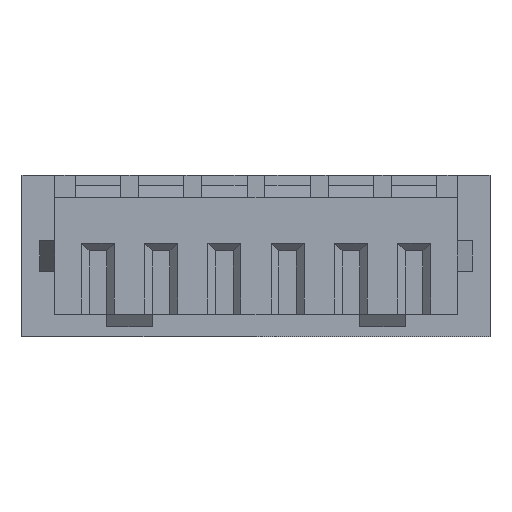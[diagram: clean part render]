
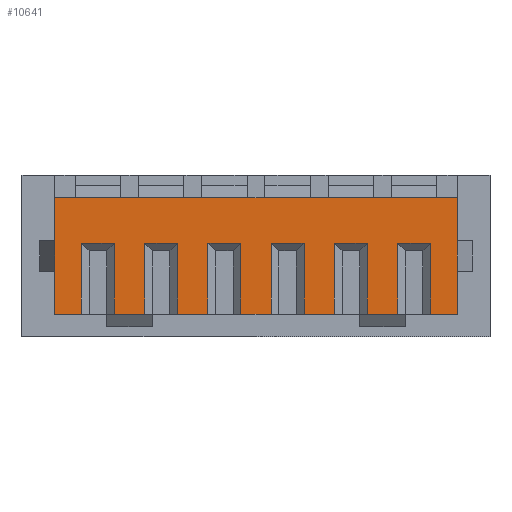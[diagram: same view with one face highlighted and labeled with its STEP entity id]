
A CAD part, front view. The second image highlights one B-rep face of the part: STEP entity #10641.
In plain terms, the highlighted planar face has unit normal (0, -1, 0).
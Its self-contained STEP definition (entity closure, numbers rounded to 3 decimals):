
#1281=DIRECTION('',(0.,0.,1.));
#1282=VECTOR('',#1281,2.3);
#1283=CARTESIAN_POINT('',(3.975,-1.975,-1.15));
#1284=LINE('',#1283,#1282);
#1373=DIRECTION('',(0.,0.,1.));
#1374=VECTOR('',#1373,1.4);
#1375=CARTESIAN_POINT('',(2.8,-1.975,-1.15));
#1376=LINE('',#1375,#1374);
#1385=DIRECTION('',(1.,0.,0.));
#1386=VECTOR('',#1385,0.6);
#1387=CARTESIAN_POINT('',(2.2,-1.975,-1.15));
#1388=LINE('',#1387,#1386);
#1389=DIRECTION('',(1.,0.,0.));
#1390=VECTOR('',#1389,0.6);
#1391=CARTESIAN_POINT('',(0.95,-1.975,-1.15));
#1392=LINE('',#1391,#1390);
#1393=DIRECTION('',(1.,0.,0.));
#1394=VECTOR('',#1393,0.6);
#1395=CARTESIAN_POINT('',(-0.3,-1.975,-1.15));
#1396=LINE('',#1395,#1394);
#1397=DIRECTION('',(1.,0.,0.));
#1398=VECTOR('',#1397,0.6);
#1399=CARTESIAN_POINT('',(-1.55,-1.975,-1.15));
#1400=LINE('',#1399,#1398);
#1401=DIRECTION('',(1.,0.,0.));
#1402=VECTOR('',#1401,0.6);
#1403=CARTESIAN_POINT('',(-2.8,-1.975,-1.15));
#1404=LINE('',#1403,#1402);
#1405=DIRECTION('',(1.,0.,0.));
#1406=VECTOR('',#1405,0.525);
#1407=CARTESIAN_POINT('',(-3.975,-1.975,-1.15));
#1408=LINE('',#1407,#1406);
#1409=DIRECTION('',(0.,0.,1.));
#1410=VECTOR('',#1409,2.3);
#1411=CARTESIAN_POINT('',(-3.975,-1.975,-1.15));
#1412=LINE('',#1411,#1410);
#1413=DIRECTION('',(1.,0.,0.));
#1414=VECTOR('',#1413,7.95);
#1415=CARTESIAN_POINT('',(-3.975,-1.975,1.15));
#1416=LINE('',#1415,#1414);
#1417=DIRECTION('',(1.,0.,0.));
#1418=VECTOR('',#1417,0.525);
#1419=CARTESIAN_POINT('',(3.45,-1.975,-1.15));
#1420=LINE('',#1419,#1418);
#1421=DIRECTION('',(0.,0.,1.));
#1422=VECTOR('',#1421,1.4);
#1423=CARTESIAN_POINT('',(3.45,-1.975,-1.15));
#1424=LINE('',#1423,#1422);
#1437=DIRECTION('',(-1.,0.,0.));
#1438=VECTOR('',#1437,0.65);
#1439=CARTESIAN_POINT('',(3.45,-1.975,0.25));
#1440=LINE('',#1439,#1438);
#1449=DIRECTION('',(0.,0.,1.));
#1450=VECTOR('',#1449,1.4);
#1451=CARTESIAN_POINT('',(2.2,-1.975,-1.15));
#1452=LINE('',#1451,#1450);
#1465=DIRECTION('',(0.,0.,1.));
#1466=VECTOR('',#1465,1.4);
#1467=CARTESIAN_POINT('',(1.55,-1.975,-1.15));
#1468=LINE('',#1467,#1466);
#1477=DIRECTION('',(-1.,0.,0.));
#1478=VECTOR('',#1477,0.65);
#1479=CARTESIAN_POINT('',(2.2,-1.975,0.25));
#1480=LINE('',#1479,#1478);
#1489=DIRECTION('',(0.,0.,1.));
#1490=VECTOR('',#1489,1.4);
#1491=CARTESIAN_POINT('',(0.95,-1.975,-1.15));
#1492=LINE('',#1491,#1490);
#1505=DIRECTION('',(0.,0.,1.));
#1506=VECTOR('',#1505,1.4);
#1507=CARTESIAN_POINT('',(0.3,-1.975,-1.15));
#1508=LINE('',#1507,#1506);
#1517=DIRECTION('',(-1.,0.,0.));
#1518=VECTOR('',#1517,0.65);
#1519=CARTESIAN_POINT('',(0.95,-1.975,0.25));
#1520=LINE('',#1519,#1518);
#1529=DIRECTION('',(0.,0.,1.));
#1530=VECTOR('',#1529,1.4);
#1531=CARTESIAN_POINT('',(-0.3,-1.975,-1.15));
#1532=LINE('',#1531,#1530);
#1545=DIRECTION('',(0.,0.,1.));
#1546=VECTOR('',#1545,1.4);
#1547=CARTESIAN_POINT('',(-0.95,-1.975,-1.15));
#1548=LINE('',#1547,#1546);
#1557=DIRECTION('',(-1.,0.,0.));
#1558=VECTOR('',#1557,0.65);
#1559=CARTESIAN_POINT('',(-0.3,-1.975,0.25));
#1560=LINE('',#1559,#1558);
#1569=DIRECTION('',(0.,0.,1.));
#1570=VECTOR('',#1569,1.4);
#1571=CARTESIAN_POINT('',(-1.55,-1.975,-1.15));
#1572=LINE('',#1571,#1570);
#1585=DIRECTION('',(0.,0.,1.));
#1586=VECTOR('',#1585,1.4);
#1587=CARTESIAN_POINT('',(-2.2,-1.975,-1.15));
#1588=LINE('',#1587,#1586);
#1597=DIRECTION('',(-1.,0.,0.));
#1598=VECTOR('',#1597,0.65);
#1599=CARTESIAN_POINT('',(-1.55,-1.975,0.25));
#1600=LINE('',#1599,#1598);
#1609=DIRECTION('',(0.,0.,1.));
#1610=VECTOR('',#1609,1.4);
#1611=CARTESIAN_POINT('',(-2.8,-1.975,-1.15));
#1612=LINE('',#1611,#1610);
#1625=DIRECTION('',(0.,0.,1.));
#1626=VECTOR('',#1625,1.4);
#1627=CARTESIAN_POINT('',(-3.45,-1.975,-1.15));
#1628=LINE('',#1627,#1626);
#1637=DIRECTION('',(-1.,0.,0.));
#1638=VECTOR('',#1637,0.65);
#1639=CARTESIAN_POINT('',(-2.8,-1.975,0.25));
#1640=LINE('',#1639,#1638);
#6558=CARTESIAN_POINT('',(-3.975,-1.975,-1.15));
#6560=VERTEX_POINT('',#6558);
#6561=CARTESIAN_POINT('',(-3.975,-1.975,1.15));
#6563=VERTEX_POINT('',#6561);
#6571=CARTESIAN_POINT('',(3.975,-1.975,1.15));
#6572=VERTEX_POINT('',#6571);
#6573=CARTESIAN_POINT('',(3.975,-1.975,-1.15));
#6575=VERTEX_POINT('',#6573);
#6717=CARTESIAN_POINT('',(-3.45,-1.975,-1.15));
#6718=CARTESIAN_POINT('',(-3.45,-1.975,0.25));
#6719=VERTEX_POINT('',#6717);
#6720=VERTEX_POINT('',#6718);
#6725=CARTESIAN_POINT('',(-2.8,-1.975,0.25));
#6726=VERTEX_POINT('',#6725);
#6729=CARTESIAN_POINT('',(-2.8,-1.975,-1.15));
#6730=VERTEX_POINT('',#6729);
#7005=CARTESIAN_POINT('',(-2.2,-1.975,-1.15));
#7006=CARTESIAN_POINT('',(-2.2,-1.975,0.25));
#7007=VERTEX_POINT('',#7005);
#7008=VERTEX_POINT('',#7006);
#7011=CARTESIAN_POINT('',(-1.55,-1.975,0.25));
#7012=VERTEX_POINT('',#7011);
#7015=CARTESIAN_POINT('',(-1.55,-1.975,-1.15));
#7016=VERTEX_POINT('',#7015);
#7017=CARTESIAN_POINT('',(-0.95,-1.975,-1.15));
#7018=CARTESIAN_POINT('',(-0.95,-1.975,0.25));
#7019=VERTEX_POINT('',#7017);
#7020=VERTEX_POINT('',#7018);
#7023=CARTESIAN_POINT('',(-0.3,-1.975,0.25));
#7024=VERTEX_POINT('',#7023);
#7027=CARTESIAN_POINT('',(-0.3,-1.975,-1.15));
#7028=VERTEX_POINT('',#7027);
#7301=CARTESIAN_POINT('',(0.3,-1.975,-1.15));
#7302=CARTESIAN_POINT('',(0.3,-1.975,0.25));
#7303=VERTEX_POINT('',#7301);
#7304=VERTEX_POINT('',#7302);
#7307=CARTESIAN_POINT('',(0.95,-1.975,0.25));
#7308=VERTEX_POINT('',#7307);
#7311=CARTESIAN_POINT('',(0.95,-1.975,-1.15));
#7312=VERTEX_POINT('',#7311);
#7313=CARTESIAN_POINT('',(1.55,-1.975,-1.15));
#7314=CARTESIAN_POINT('',(1.55,-1.975,0.25));
#7315=VERTEX_POINT('',#7313);
#7316=VERTEX_POINT('',#7314);
#7319=CARTESIAN_POINT('',(2.2,-1.975,0.25));
#7320=VERTEX_POINT('',#7319);
#7323=CARTESIAN_POINT('',(2.2,-1.975,-1.15));
#7324=VERTEX_POINT('',#7323);
#7461=CARTESIAN_POINT('',(2.8,-1.975,-1.15));
#7462=CARTESIAN_POINT('',(2.8,-1.975,0.25));
#7463=VERTEX_POINT('',#7461);
#7464=VERTEX_POINT('',#7462);
#7467=CARTESIAN_POINT('',(3.45,-1.975,0.25));
#7468=VERTEX_POINT('',#7467);
#7471=CARTESIAN_POINT('',(3.45,-1.975,-1.15));
#7472=VERTEX_POINT('',#7471);
#10587=CARTESIAN_POINT('',(-3.975,-1.975,-1.6));
#10588=DIRECTION('',(0.,-1.,0.));
#10589=DIRECTION('',(1.,0.,0.));
#10590=AXIS2_PLACEMENT_3D('',#10587,#10588,#10589);
#10591=PLANE('',#10590);
#10593=ORIENTED_EDGE('',*,*,#10592,.T.);
#10595=ORIENTED_EDGE('',*,*,#10594,.T.);
#10596=ORIENTED_EDGE('',*,*,#10578,.F.);
#10597=ORIENTED_EDGE('',*,*,#10531,.F.);
#10599=ORIENTED_EDGE('',*,*,#10598,.T.);
#10601=ORIENTED_EDGE('',*,*,#10600,.T.);
#10603=ORIENTED_EDGE('',*,*,#10602,.F.);
#10604=ORIENTED_EDGE('',*,*,#10523,.F.);
#10606=ORIENTED_EDGE('',*,*,#10605,.T.);
#10608=ORIENTED_EDGE('',*,*,#10607,.T.);
#10610=ORIENTED_EDGE('',*,*,#10609,.F.);
#10611=ORIENTED_EDGE('',*,*,#10515,.F.);
#10613=ORIENTED_EDGE('',*,*,#10612,.T.);
#10615=ORIENTED_EDGE('',*,*,#10614,.T.);
#10617=ORIENTED_EDGE('',*,*,#10616,.F.);
#10618=ORIENTED_EDGE('',*,*,#10507,.F.);
#10620=ORIENTED_EDGE('',*,*,#10619,.T.);
#10622=ORIENTED_EDGE('',*,*,#10621,.T.);
#10624=ORIENTED_EDGE('',*,*,#10623,.F.);
#10625=ORIENTED_EDGE('',*,*,#10499,.F.);
#10627=ORIENTED_EDGE('',*,*,#10626,.T.);
#10629=ORIENTED_EDGE('',*,*,#10628,.T.);
#10631=ORIENTED_EDGE('',*,*,#10630,.F.);
#10632=ORIENTED_EDGE('',*,*,#10491,.F.);
#10634=ORIENTED_EDGE('',*,*,#10633,.T.);
#10636=ORIENTED_EDGE('',*,*,#10635,.T.);
#10637=ORIENTED_EDGE('',*,*,#10455,.F.);
#10638=ORIENTED_EDGE('',*,*,#10485,.F.);
#10639=EDGE_LOOP('',(#10593,#10595,#10596,#10597,#10599,#10601,#10603,#10604,
#10606,#10608,#10610,#10611,#10613,#10615,#10617,#10618,#10620,#10622,#10624,
#10625,#10627,#10629,#10631,#10632,#10634,#10636,#10637,#10638));
#10640=FACE_OUTER_BOUND('',#10639,.F.);
#10641=ADVANCED_FACE('',(#10640),#10591,.T.);
#10455=EDGE_CURVE('',#6575,#6572,#1284,.T.);
#10485=EDGE_CURVE('',#7472,#6575,#1420,.T.);
#10491=EDGE_CURVE('',#6560,#6719,#1408,.T.);
#10499=EDGE_CURVE('',#6730,#7007,#1404,.T.);
#10507=EDGE_CURVE('',#7016,#7019,#1400,.T.);
#10515=EDGE_CURVE('',#7028,#7303,#1396,.T.);
#10523=EDGE_CURVE('',#7312,#7315,#1392,.T.);
#10531=EDGE_CURVE('',#7324,#7463,#1388,.T.);
#10578=EDGE_CURVE('',#7463,#7464,#1376,.T.);
#10592=EDGE_CURVE('',#7472,#7468,#1424,.T.);
#10594=EDGE_CURVE('',#7468,#7464,#1440,.T.);
#10598=EDGE_CURVE('',#7324,#7320,#1452,.T.);
#10600=EDGE_CURVE('',#7320,#7316,#1480,.T.);
#10602=EDGE_CURVE('',#7315,#7316,#1468,.T.);
#10605=EDGE_CURVE('',#7312,#7308,#1492,.T.);
#10607=EDGE_CURVE('',#7308,#7304,#1520,.T.);
#10609=EDGE_CURVE('',#7303,#7304,#1508,.T.);
#10612=EDGE_CURVE('',#7028,#7024,#1532,.T.);
#10614=EDGE_CURVE('',#7024,#7020,#1560,.T.);
#10616=EDGE_CURVE('',#7019,#7020,#1548,.T.);
#10619=EDGE_CURVE('',#7016,#7012,#1572,.T.);
#10621=EDGE_CURVE('',#7012,#7008,#1600,.T.);
#10623=EDGE_CURVE('',#7007,#7008,#1588,.T.);
#10626=EDGE_CURVE('',#6730,#6726,#1612,.T.);
#10628=EDGE_CURVE('',#6726,#6720,#1640,.T.);
#10630=EDGE_CURVE('',#6719,#6720,#1628,.T.);
#10633=EDGE_CURVE('',#6560,#6563,#1412,.T.);
#10635=EDGE_CURVE('',#6563,#6572,#1416,.T.);
